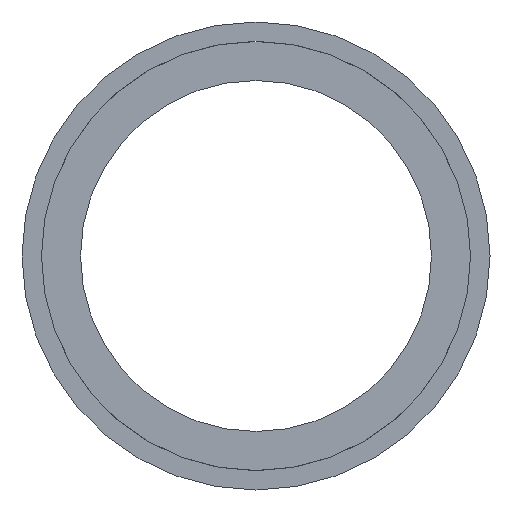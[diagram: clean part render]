
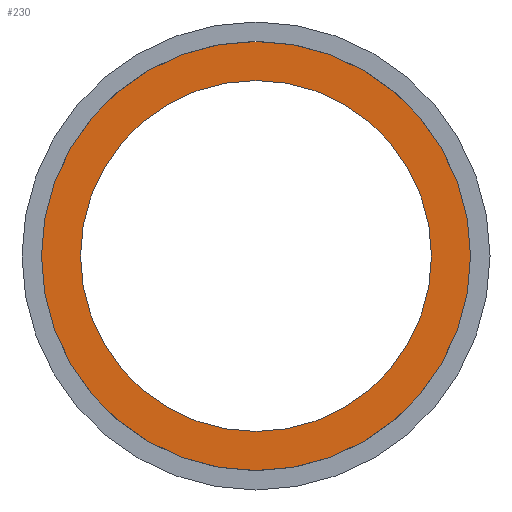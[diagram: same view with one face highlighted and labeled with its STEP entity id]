
A CAD part, left-side view. The second image highlights one B-rep face of the part: STEP entity #230.
In plain terms, the highlighted planar face has unit normal (-1, 0, 0).
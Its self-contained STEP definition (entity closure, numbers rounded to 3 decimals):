
#13 = DIRECTION ( 'NONE',  ( 0., 0., -1. ) ) ;
#46 = CIRCLE ( 'NONE', #118, 16.5 ) ;
#54 = DIRECTION ( 'NONE',  ( -1., 0., 0. ) ) ;
#59 = DIRECTION ( 'NONE',  ( 0., 0., -1. ) ) ;
#75 = DIRECTION ( 'NONE',  ( 0., 0., -1. ) ) ;
#116 = ORIENTED_EDGE ( 'NONE', *, *, #356, .T. ) ;
#118 = AXIS2_PLACEMENT_3D ( 'NONE', #498, #54, #531 ) ;
#122 = VERTEX_POINT ( 'NONE', #623 ) ;
#127 = AXIS2_PLACEMENT_3D ( 'NONE', #201, #155, #13 ) ;
#148 = ORIENTED_EDGE ( 'NONE', *, *, #277, .T. ) ;
#155 = DIRECTION ( 'NONE',  ( 1., 0., 0. ) ) ;
#163 = AXIS2_PLACEMENT_3D ( 'NONE', #205, #220, #75 ) ;
#173 = CARTESIAN_POINT ( 'NONE',  ( 0., 0., 0. ) ) ;
#201 = CARTESIAN_POINT ( 'NONE',  ( 0., 0., 0. ) ) ;
#205 = CARTESIAN_POINT ( 'NONE',  ( 0., 0., 0. ) ) ;
#216 = CARTESIAN_POINT ( 'NONE',  ( 0., 0., 16.5 ) ) ;
#220 = DIRECTION ( 'NONE',  ( 1., 0., 0. ) ) ;
#230 = ADVANCED_FACE ( 'NONE', ( #567, #331 ), #304, .F. ) ;
#264 = DIRECTION ( 'NONE',  ( -1., 0., 0. ) ) ;
#270 = DIRECTION ( 'NONE',  ( 0., 0., 1. ) ) ;
#277 = EDGE_CURVE ( 'NONE', #122, #510, #507, .T. ) ;
#284 = ORIENTED_EDGE ( 'NONE', *, *, #287, .T. ) ;
#287 = EDGE_CURVE ( 'NONE', #439, #486, #46, .T. ) ;
#304 = PLANE ( 'NONE',  #503 ) ;
#331 = FACE_OUTER_BOUND ( 'NONE', #556, .T. ) ;
#356 = EDGE_CURVE ( 'NONE', #486, #439, #384, .T. ) ;
#378 = EDGE_LOOP ( 'NONE', ( #148, #607 ) ) ;
#384 = CIRCLE ( 'NONE', #604, 16.5 ) ;
#394 = CARTESIAN_POINT ( 'NONE',  ( 0., 0., -13.5 ) ) ;
#413 = EDGE_CURVE ( 'NONE', #510, #122, #453, .T. ) ;
#439 = VERTEX_POINT ( 'NONE', #216 ) ;
#453 = CIRCLE ( 'NONE', #163, 13.5 ) ;
#486 = VERTEX_POINT ( 'NONE', #570 ) ;
#487 = CARTESIAN_POINT ( 'NONE',  ( 0., 0., 0. ) ) ;
#489 = DIRECTION ( 'NONE',  ( 1., 0., 0. ) ) ;
#498 = CARTESIAN_POINT ( 'NONE',  ( 0., 0., 0. ) ) ;
#503 = AXIS2_PLACEMENT_3D ( 'NONE', #487, #489, #59 ) ;
#507 = CIRCLE ( 'NONE', #127, 13.5 ) ;
#510 = VERTEX_POINT ( 'NONE', #394 ) ;
#531 = DIRECTION ( 'NONE',  ( 0., 0., 1. ) ) ;
#556 = EDGE_LOOP ( 'NONE', ( #284, #116 ) ) ;
#567 = FACE_BOUND ( 'NONE', #378, .T. ) ;
#570 = CARTESIAN_POINT ( 'NONE',  ( 0., 0., -16.5 ) ) ;
#604 = AXIS2_PLACEMENT_3D ( 'NONE', #173, #264, #270 ) ;
#607 = ORIENTED_EDGE ( 'NONE', *, *, #413, .T. ) ;
#623 = CARTESIAN_POINT ( 'NONE',  ( 0., 0., 13.5 ) ) ;
